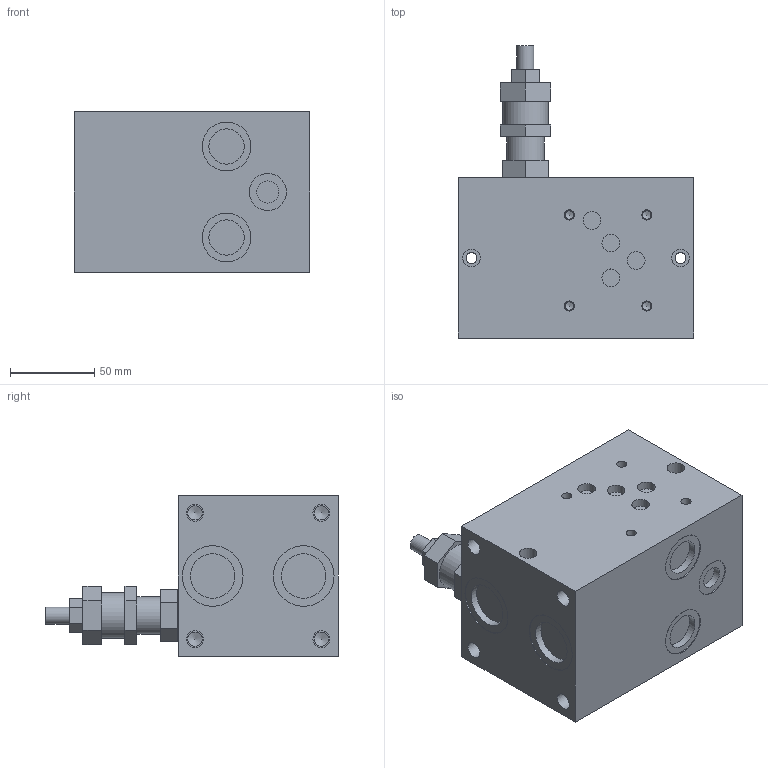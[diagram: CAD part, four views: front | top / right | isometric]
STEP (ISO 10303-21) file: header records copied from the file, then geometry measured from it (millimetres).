
FILE_DESCRIPTION(/* description */ ('Unknown'),/* implementation_level */ '2;1');
FILE_NAME(/* name */ 'PC.95015',/* time_stamp */ '2016-11-11T14:24:02+01:00',/* author */ ('Unknown'),/* organization */ ('Unknown'),/* preprocessor_version */ 'ST-DEVELOPER v16.7',/* originating_system */ 'DEX',/* authorisation */ $);
FILE_SCHEMA (('CONFIG_CONTROL_DESIGN'));
Length unit declared in the file: millimetre
Products named in the file (1): PC.95015
Bounding box: 140 x 173.55 x 95 mm (x, y, z)
Volume: 1264812.2 mm3; surface area: 91181.9 mm2
Topology: 1 solids, 2 shells, 121 faces, 235 edges, 155 vertices
Faces by surface type: plane 69, cylinder 44, cone 8
Full cylindrical faces by diameter (mm): 5 x4, 6 x4, 6.5 x2, 8.5 x4, 10 x4, 10.1 x1, 10.5 x6, 13.2 x1, 20.955 x2, 22 x1, 22.1 x1, 26 x1, 26.1 x1, 26.441 x4, 27.1 x1, 29 x2, 32 x1, 36 x4
Entity records: 2806 total; most frequent: DIRECTION 504, CARTESIAN_POINT 446, ORIENTED_EDGE 344, FACE_BOUND 222, EDGE_LOOP 214, AXIS2_PLACEMENT_3D 210, EDGE_CURVE 172, VERTEX_POINT 152
